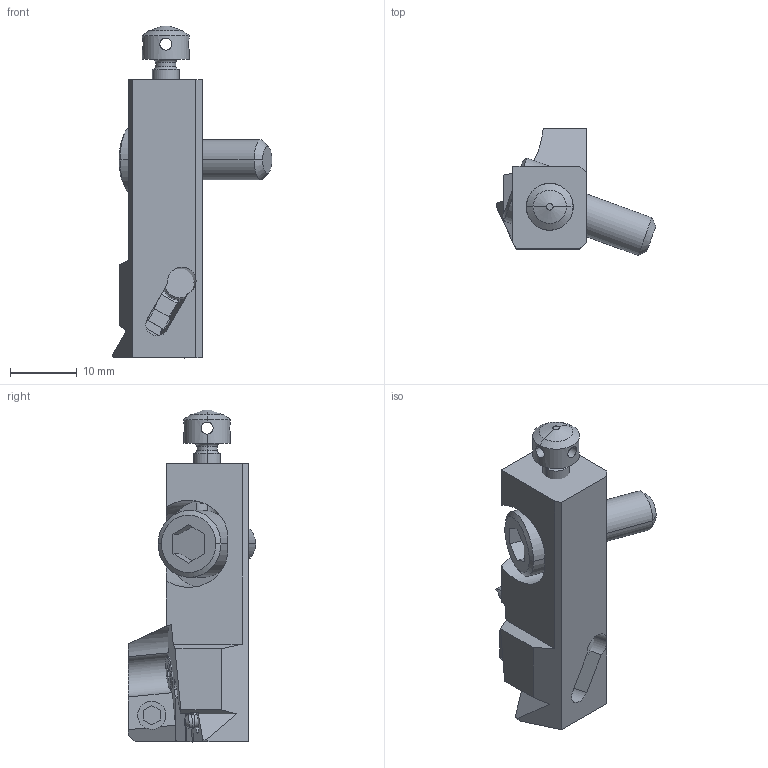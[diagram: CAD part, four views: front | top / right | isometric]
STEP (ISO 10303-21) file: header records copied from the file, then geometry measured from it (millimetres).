
FILE_DESCRIPTION(/* description */ (''),/* implementation_level */ '2;1');
FILE_NAME(/* name */ 'PTFNR10CA11.stp',/* time_stamp */ '2019-07-23T16:01:08+09:00',/* author */ (''),/* organization */ (''),/* preprocessor_version */ 'ST-DEVELOPER v16',/* originating_system */ 'SIEMENS PLM Software NX 10.0',/* authorisation */ '');
FILE_SCHEMA (('AUTOMOTIVE_DESIGN { 1 0 10303 214 3 1 1 1 }'));
Length unit declared in the file: millimetre
Products named in the file (1): PTFNR10CA11_ASM
Bounding box: 23.86 x 19 x 49.6 mm (x, y, z)
Volume: 5761.1 mm3; surface area: 4419.2 mm2
Topology: 7 solids, 7 shells, 220 faces, 596 edges, 383 vertices
Faces by surface type: plane 110, cylinder 68, cone 30, torus 12
Entity records: 7764 total; most frequent: CARTESIAN_POINT 1859, DIRECTION 1253, ORIENTED_EDGE 1188, EDGE_CURVE 594, AXIS2_PLACEMENT_3D 450, VERTEX_POINT 383, LINE 353, VECTOR 353
